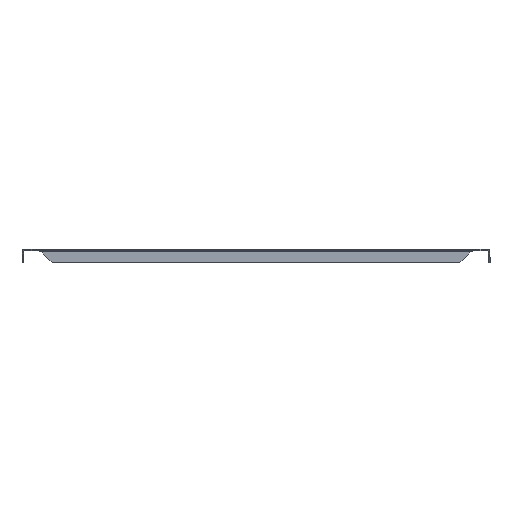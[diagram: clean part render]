
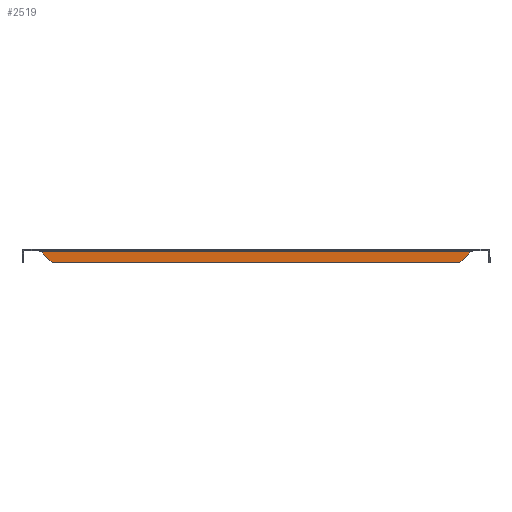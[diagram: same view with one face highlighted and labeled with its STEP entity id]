
A CAD part, front view. The second image highlights one B-rep face of the part: STEP entity #2519.
In plain terms, the highlighted planar face has unit normal (0, -1, 0).
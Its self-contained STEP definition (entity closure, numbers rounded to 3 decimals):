
#46 = CARTESIAN_POINT ( 'NONE',  ( 420.1, 0., -12.9 ) ) ;
#86 = CARTESIAN_POINT ( 'NONE',  ( 28.9, 0., -12.9 ) ) ;
#97 = VERTEX_POINT ( 'NONE', #86 ) ;
#141 = EDGE_CURVE ( 'NONE', #2249, #97, #143, .T. ) ;
#143 = LINE ( 'NONE', #725, #2176 ) ;
#148 = CARTESIAN_POINT ( 'NONE',  ( 18.5, 0., -2.5 ) ) ;
#163 = CARTESIAN_POINT ( 'NONE',  ( 0., 0., 0. ) ) ;
#396 = DIRECTION ( 'NONE',  ( 1., 0., 0. ) ) ;
#408 = CARTESIAN_POINT ( 'NONE',  ( 449., 0., -2.5 ) ) ;
#661 = ORIENTED_EDGE ( 'NONE', *, *, #966, .F. ) ;
#725 = CARTESIAN_POINT ( 'NONE',  ( 449., 0., -12.9 ) ) ;
#735 = AXIS2_PLACEMENT_3D ( 'NONE', #163, #1599, #1383 ) ;
#875 = ORIENTED_EDGE ( 'NONE', *, *, #2340, .F. ) ;
#917 = LINE ( 'NONE', #1965, #1406 ) ;
#960 = DIRECTION ( 'NONE',  ( -1., 0., 0. ) ) ;
#966 = EDGE_CURVE ( 'NONE', #1006, #2249, #917, .T. ) ;
#1006 = VERTEX_POINT ( 'NONE', #2566 ) ;
#1033 = VECTOR ( 'NONE', #396, 1000. ) ;
#1228 = DIRECTION ( 'NONE',  ( -0.707, 0., 0.707 ) ) ;
#1368 = ORIENTED_EDGE ( 'NONE', *, *, #2252, .F. ) ;
#1383 = DIRECTION ( 'NONE',  ( 0., 0., 1. ) ) ;
#1406 = VECTOR ( 'NONE', #2592, 1000. ) ;
#1599 = DIRECTION ( 'NONE',  ( 0., 1., 0. ) ) ;
#1650 = VERTEX_POINT ( 'NONE', #148 ) ;
#1689 = LINE ( 'NONE', #2459, #2439 ) ;
#1750 = ORIENTED_EDGE ( 'NONE', *, *, #141, .F. ) ;
#1767 = FACE_OUTER_BOUND ( 'NONE', #1821, .T. ) ;
#1821 = EDGE_LOOP ( 'NONE', ( #661, #875, #1368, #1750 ) ) ;
#1965 = CARTESIAN_POINT ( 'NONE',  ( 459.649, 0., 26.649 ) ) ;
#2166 = PLANE ( 'NONE',  #735 ) ;
#2176 = VECTOR ( 'NONE', #960, 1000. ) ;
#2232 = LINE ( 'NONE', #408, #1033 ) ;
#2249 = VERTEX_POINT ( 'NONE', #46 ) ;
#2252 = EDGE_CURVE ( 'NONE', #97, #1650, #1689, .T. ) ;
#2340 = EDGE_CURVE ( 'NONE', #1650, #1006, #2232, .T. ) ;
#2439 = VECTOR ( 'NONE', #1228, 1000. ) ;
#2459 = CARTESIAN_POINT ( 'NONE',  ( -10.649, 0., 26.649 ) ) ;
#2519 = ADVANCED_FACE ( 'NONE', ( #1767 ), #2166, .F. ) ;
#2566 = CARTESIAN_POINT ( 'NONE',  ( 430.5, 0., -2.5 ) ) ;
#2592 = DIRECTION ( 'NONE',  ( -0.707, 0., -0.707 ) ) ;
